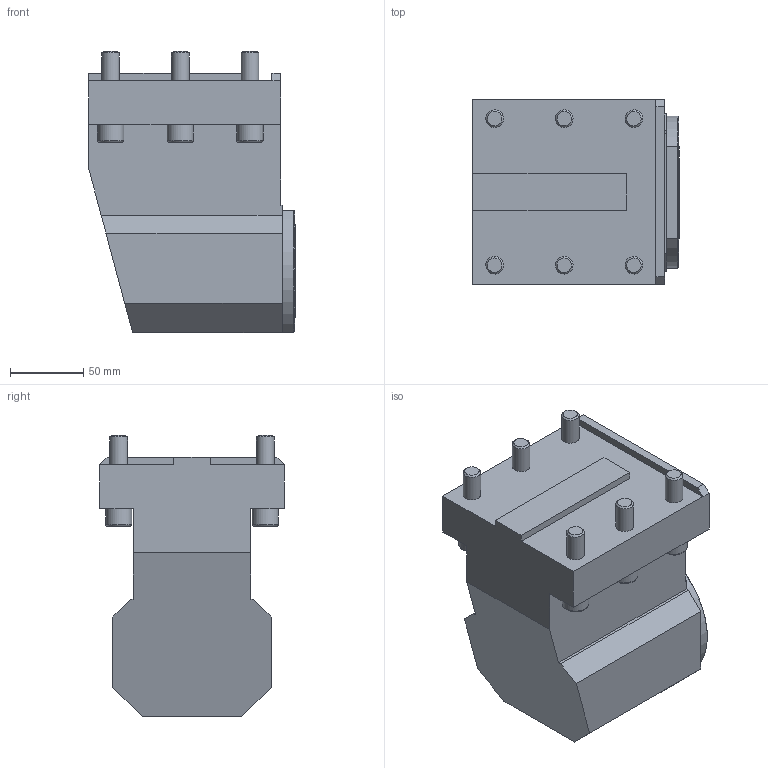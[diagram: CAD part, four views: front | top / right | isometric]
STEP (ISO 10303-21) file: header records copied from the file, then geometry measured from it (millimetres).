
FILE_DESCRIPTION(/* description */ (''),/* implementation_level */ '2;1');
FILE_NAME(/* name */ '1597745538288.stp',/* time_stamp */ '2020-08-18T12:12:26+02:00',/* author */ (''),/* organization */ ('SMS'),/* preprocessor_version */ 'ST-DEVELOPER v16.7',/* originating_system */ 'SIEMENS PLM Software NX 12.0',/* authorisation */ '');
FILE_SCHEMA (('AUTOMOTIVE_DESIGN { 1 0 10303 214 3 1 1 1 }'));
Length unit declared in the file: millimetre
Products named in the file (1): 200838950mod000_01
Bounding box: 141 x 126 x 192 mm (x, y, z)
Volume: 2110493.9 mm3; surface area: 127384.3 mm2
Topology: 1 solids, 1 shells, 85 faces, 190 edges, 126 vertices
Faces by surface type: plane 49, cylinder 16, cone 14, torus 6
Full cylindrical faces by diameter (mm): 4 x1, 12 x6, 18 x6, 63 x1
Entity records: 2288 total; most frequent: CARTESIAN_POINT 434, DIRECTION 387, ORIENTED_EDGE 314, EDGE_CURVE 157, AXIS2_PLACEMENT_3D 146, EDGE_LOOP 127, VERTEX_POINT 116, LINE 95
